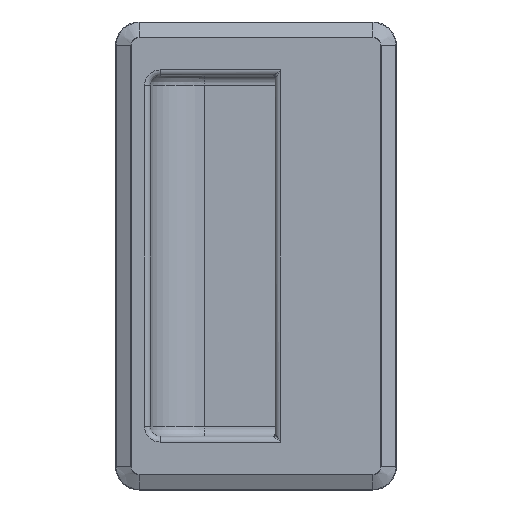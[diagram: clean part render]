
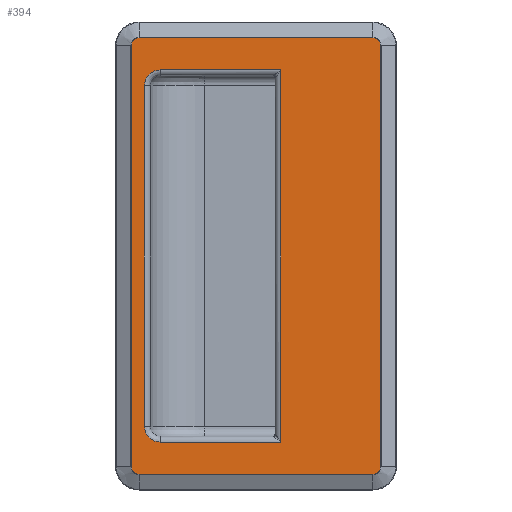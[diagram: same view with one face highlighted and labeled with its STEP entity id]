
A CAD part, front view. The second image highlights one B-rep face of the part: STEP entity #394.
In plain terms, the highlighted planar face has unit normal (0, -1, 0).
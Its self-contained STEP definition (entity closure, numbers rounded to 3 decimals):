
#394=ADVANCED_FACE('',(#4583,#4584),#4582,.F.);
#4582=PLANE('',#12605);
#4583=FACE_OUTER_BOUND('',#12606,.T.);
#4584=FACE_BOUND('',#12607,.T.);
#12602=CARTESIAN_POINT('',(-38.315,-5.,-65.929));
#12603=DIRECTION('',(0.,1.,0.));
#12604=DIRECTION('',(0.,0.,1.));
#12605=AXIS2_PLACEMENT_3D('',#12602,#12603,#12604);
#12606=EDGE_LOOP('',(#20749,#20750,#20751,#20752,#20753,#20754,#20755,#20756));
#12607=EDGE_LOOP('',(#20757,#20758,#20759,#20760,#20761,#20762));
#20749=ORIENTED_EDGE('',*,*,#25106,.T.);
#20750=ORIENTED_EDGE('',*,*,#25107,.T.);
#20751=ORIENTED_EDGE('',*,*,#25108,.T.);
#20752=ORIENTED_EDGE('',*,*,#25109,.T.);
#20753=ORIENTED_EDGE('',*,*,#25110,.T.);
#20754=ORIENTED_EDGE('',*,*,#25111,.T.);
#20755=ORIENTED_EDGE('',*,*,#25112,.T.);
#20756=ORIENTED_EDGE('',*,*,#25113,.T.);
#20757=ORIENTED_EDGE('',*,*,#25114,.T.);
#20758=ORIENTED_EDGE('',*,*,#25115,.T.);
#20759=ORIENTED_EDGE('',*,*,#25116,.T.);
#20760=ORIENTED_EDGE('',*,*,#25117,.T.);
#20761=ORIENTED_EDGE('',*,*,#25118,.T.);
#20762=ORIENTED_EDGE('',*,*,#25119,.T.);
#25106=EDGE_CURVE('',#35875,#35876,#35877,.T.);
#25107=EDGE_CURVE('',#35876,#35883,#35884,.T.);
#25108=EDGE_CURVE('',#35883,#35890,#35891,.T.);
#25109=EDGE_CURVE('',#35890,#35897,#35898,.T.);
#25110=EDGE_CURVE('',#35897,#35904,#35905,.T.);
#25111=EDGE_CURVE('',#35904,#35911,#35912,.T.);
#25112=EDGE_CURVE('',#35911,#35918,#35919,.T.);
#25113=EDGE_CURVE('',#35918,#35875,#35925,.T.);
#25114=EDGE_CURVE('',#35931,#35932,#35933,.T.);
#25115=EDGE_CURVE('',#35932,#35939,#35940,.T.);
#25116=EDGE_CURVE('',#35939,#35946,#35947,.T.);
#25117=EDGE_CURVE('',#35946,#35953,#35954,.T.);
#25118=EDGE_CURVE('',#35953,#35960,#35961,.T.);
#25119=EDGE_CURVE('',#35960,#35931,#35967,.T.);
#35875=VERTEX_POINT('',#47631);
#35876=VERTEX_POINT('',#47632);
#35877=LINE('',#47633,#47634);
#35883=VERTEX_POINT('',#47636);
#35884=CIRCLE('',#47640,1.929);
#35890=VERTEX_POINT('',#47641);
#35891=LINE('',#47642,#47643);
#35897=VERTEX_POINT('',#47645);
#35898=CIRCLE('',#47649,1.929);
#35904=VERTEX_POINT('',#47650);
#35905=LINE('',#47651,#47652);
#35911=VERTEX_POINT('',#47654);
#35912=CIRCLE('',#47658,1.929);
#35918=VERTEX_POINT('',#47659);
#35919=LINE('',#47660,#47661);
#35925=CIRCLE('',#47666,1.929);
#35931=VERTEX_POINT('',#47667);
#35932=VERTEX_POINT('',#47668);
#35933=LINE('',#47669,#47670);
#35939=VERTEX_POINT('',#47672);
#35940=LINE('',#47673,#47674);
#35946=VERTEX_POINT('',#47676);
#35947=CIRCLE('',#47680,4.);
#35953=VERTEX_POINT('',#47681);
#35954=LINE('',#47682,#47683);
#35960=VERTEX_POINT('',#47685);
#35961=CIRCLE('',#47689,4.);
#35967=LINE('',#47690,#47691);
#47631=CARTESIAN_POINT('',(-31.929,-5.,54.));
#47632=CARTESIAN_POINT('',(-31.929,-5.,-54.));
#47633=CARTESIAN_POINT('',(-31.929,-5.,54.));
#47634=VECTOR('',#47635,108.);
#47635=DIRECTION('',(0.,0.,-1.));
#47636=CARTESIAN_POINT('',(-30.,-5.,-55.929));
#47637=CARTESIAN_POINT('',(-30.,-5.,-54.));
#47638=DIRECTION('',(0.,-1.,0.));
#47639=DIRECTION('',(0.,0.,-1.));
#47640=AXIS2_PLACEMENT_3D('',#47637,#47638,#47639);
#47641=CARTESIAN_POINT('',(30.,-5.,-55.929));
#47642=CARTESIAN_POINT('',(-30.,-5.,-55.929));
#47643=VECTOR('',#47644,60.);
#47644=DIRECTION('',(1.,0.,0.));
#47645=CARTESIAN_POINT('',(31.929,-5.,-54.));
#47646=CARTESIAN_POINT('',(30.,-5.,-54.));
#47647=DIRECTION('',(0.,-1.,0.));
#47648=DIRECTION('',(0.,0.,-1.));
#47649=AXIS2_PLACEMENT_3D('',#47646,#47647,#47648);
#47650=CARTESIAN_POINT('',(31.929,-5.,54.));
#47651=CARTESIAN_POINT('',(31.929,-5.,-54.));
#47652=VECTOR('',#47653,108.);
#47653=DIRECTION('',(0.,0.,1.));
#47654=CARTESIAN_POINT('',(30.,-5.,55.929));
#47655=CARTESIAN_POINT('',(30.,-5.,54.));
#47656=DIRECTION('',(0.,-1.,0.));
#47657=DIRECTION('',(0.,0.,-1.));
#47658=AXIS2_PLACEMENT_3D('',#47655,#47656,#47657);
#47659=CARTESIAN_POINT('',(-30.,-5.,55.929));
#47660=CARTESIAN_POINT('',(30.,-5.,55.929));
#47661=VECTOR('',#47662,60.);
#47662=DIRECTION('',(-1.,0.,0.));
#47663=CARTESIAN_POINT('',(-30.,-5.,54.));
#47664=DIRECTION('',(0.,-1.,0.));
#47665=DIRECTION('',(0.,0.,-1.));
#47666=AXIS2_PLACEMENT_3D('',#47663,#47664,#47665);
#47667=CARTESIAN_POINT('',(6.4,-5.,47.7));
#47668=CARTESIAN_POINT('',(6.4,-5.,-47.7));
#47669=CARTESIAN_POINT('',(6.4,-5.,47.7));
#47670=VECTOR('',#47671,95.4);
#47671=DIRECTION('',(0.,0.,-1.));
#47672=CARTESIAN_POINT('',(-24.6,-5.,-47.7));
#47673=CARTESIAN_POINT('',(6.4,-5.,-47.7));
#47674=VECTOR('',#47675,31.);
#47675=DIRECTION('',(-1.,0.,0.));
#47676=CARTESIAN_POINT('',(-28.6,-5.,-43.7));
#47677=CARTESIAN_POINT('',(-24.6,-5.,-43.7));
#47678=DIRECTION('',(0.,1.,0.));
#47679=DIRECTION('',(0.,0.,-1.));
#47680=AXIS2_PLACEMENT_3D('',#47677,#47678,#47679);
#47681=CARTESIAN_POINT('',(-28.6,-5.,43.7));
#47682=CARTESIAN_POINT('',(-28.6,-5.,-43.7));
#47683=VECTOR('',#47684,87.4);
#47684=DIRECTION('',(0.,0.,1.));
#47685=CARTESIAN_POINT('',(-24.6,-5.,47.7));
#47686=CARTESIAN_POINT('',(-24.6,-5.,43.7));
#47687=DIRECTION('',(0.,1.,0.));
#47688=DIRECTION('',(0.,0.,-1.));
#47689=AXIS2_PLACEMENT_3D('',#47686,#47687,#47688);
#47690=CARTESIAN_POINT('',(-24.6,-5.,47.7));
#47691=VECTOR('',#47692,31.);
#47692=DIRECTION('',(1.,0.,0.));
